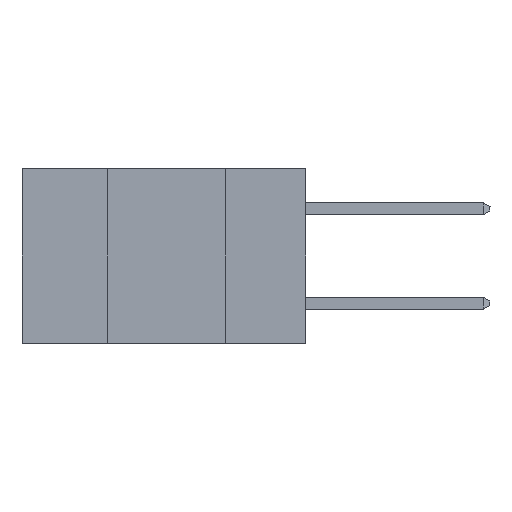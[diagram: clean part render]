
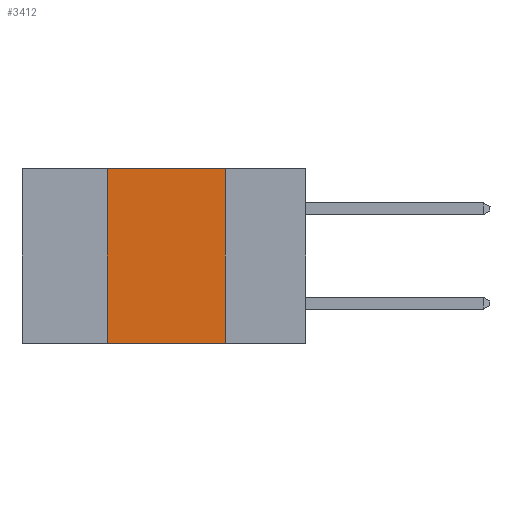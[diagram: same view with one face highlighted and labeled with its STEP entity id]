
A CAD part, left-side view. The second image highlights one B-rep face of the part: STEP entity #3412.
In plain terms, the highlighted planar face has unit normal (-1, 0, 0).
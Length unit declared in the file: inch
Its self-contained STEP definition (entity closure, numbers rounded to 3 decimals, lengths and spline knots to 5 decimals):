
#224 = EDGE_CURVE ( 'NONE', #1245, #11019, #1337, .T. ) ;
#1183 = ORIENTED_EDGE ( 'NONE', *, *, #224, .F. ) ;
#1245 = VERTEX_POINT ( 'NONE', #8850 ) ;
#1337 = LINE ( 'NONE', #15244, #4453 ) ;
#2014 = PLANE ( 'NONE',  #10538 ) ;
#2080 = LINE ( 'NONE', #8284, #18914 ) ;
#2161 = DIRECTION ( 'NONE',  ( 1., 0., 0. ) ) ;
#3412 = ADVANCED_FACE ( 'NONE', ( #6499 ), #2014, .F. ) ;
#4359 = DIRECTION ( 'NONE',  ( 0., -1., 0. ) ) ;
#4453 = VECTOR ( 'NONE', #5527, 39.37008 ) ;
#4884 = EDGE_CURVE ( 'NONE', #5320, #1245, #2080, .T. ) ;
#5320 = VERTEX_POINT ( 'NONE', #18750 ) ;
#5527 = DIRECTION ( 'NONE',  ( 0., 0., -1. ) ) ;
#5859 = DIRECTION ( 'NONE',  ( 0., 0., 1. ) ) ;
#5946 = VERTEX_POINT ( 'NONE', #7405 ) ;
#6499 = FACE_OUTER_BOUND ( 'NONE', #14338, .T. ) ;
#7045 = DIRECTION ( 'NONE',  ( 0., 0., -1. ) ) ;
#7116 = VECTOR ( 'NONE', #5859, 39.37008 ) ;
#7405 = CARTESIAN_POINT ( 'NONE',  ( 0., 0.42, -0.37 ) ) ;
#8284 = CARTESIAN_POINT ( 'NONE',  ( 0., 0.6, 0. ) ) ;
#8850 = CARTESIAN_POINT ( 'NONE',  ( 0., 0.17, 0. ) ) ;
#9933 = DIRECTION ( 'NONE',  ( 0., -1., 0. ) ) ;
#10538 = AXIS2_PLACEMENT_3D ( 'NONE', #16899, #2161, #7045 ) ;
#10641 = ORIENTED_EDGE ( 'NONE', *, *, #14426, .F. ) ;
#11019 = VERTEX_POINT ( 'NONE', #16464 ) ;
#11343 = ORIENTED_EDGE ( 'NONE', *, *, #17284, .T. ) ;
#12423 = LINE ( 'NONE', #15551, #7116 ) ;
#14303 = VECTOR ( 'NONE', #4359, 39.37008 ) ;
#14338 = EDGE_LOOP ( 'NONE', ( #1183, #15400, #10641, #11343 ) ) ;
#14426 = EDGE_CURVE ( 'NONE', #5946, #5320, #12423, .T. ) ;
#15244 = CARTESIAN_POINT ( 'NONE',  ( 0., 0.17, 0. ) ) ;
#15400 = ORIENTED_EDGE ( 'NONE', *, *, #4884, .F. ) ;
#15551 = CARTESIAN_POINT ( 'NONE',  ( 0., 0.42, 0. ) ) ;
#15815 = LINE ( 'NONE', #18944, #14303 ) ;
#16464 = CARTESIAN_POINT ( 'NONE',  ( 0., 0.17, -0.37 ) ) ;
#16899 = CARTESIAN_POINT ( 'NONE',  ( 0., 0.6, 0. ) ) ;
#17284 = EDGE_CURVE ( 'NONE', #5946, #11019, #15815, .T. ) ;
#18750 = CARTESIAN_POINT ( 'NONE',  ( 0., 0.42, 0. ) ) ;
#18914 = VECTOR ( 'NONE', #9933, 39.37008 ) ;
#18944 = CARTESIAN_POINT ( 'NONE',  ( 0., 0.6, -0.37 ) ) ;
